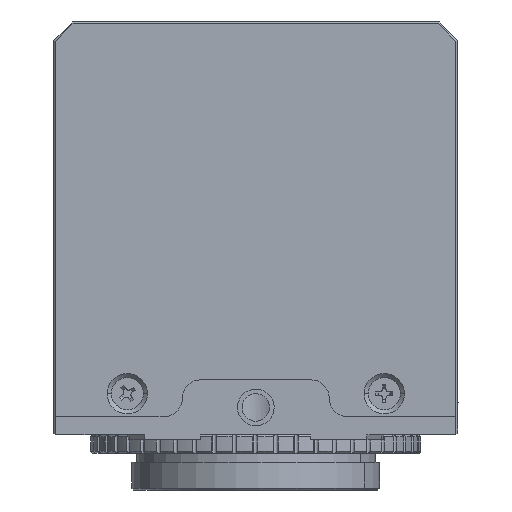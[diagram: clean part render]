
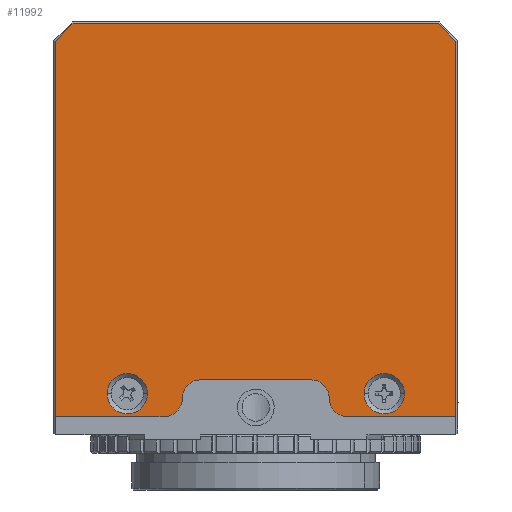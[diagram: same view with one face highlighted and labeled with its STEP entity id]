
A CAD part, front view. The second image highlights one B-rep face of the part: STEP entity #11992.
In plain terms, the highlighted planar face has unit normal (0, -1, 0).
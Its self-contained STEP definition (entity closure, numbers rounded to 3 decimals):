
#168 = VERTEX_POINT ( 'NONE', #7469 ) ;
#220 = DIRECTION ( 'NONE',  ( 0., 1., 0. ) ) ;
#421 = DIRECTION ( 'NONE',  ( 0., 1., 0. ) ) ;
#555 = CARTESIAN_POINT ( 'NONE',  ( -33.19, -30.383, 41. ) ) ;
#802 = CARTESIAN_POINT ( 'NONE',  ( -24.99, -30.383, 40.5 ) ) ;
#1179 = ORIENTED_EDGE ( 'NONE', *, *, #18299, .T. ) ;
#1325 = CARTESIAN_POINT ( 'NONE',  ( -30.99, -30.383, 41. ) ) ;
#1586 = CARTESIAN_POINT ( 'NONE',  ( -38.99, -30.383, 38.5 ) ) ;
#1693 = DIRECTION ( 'NONE',  ( 0., 1., 0. ) ) ;
#1998 = DIRECTION ( 'NONE',  ( 1., 0., 0. ) ) ;
#2011 = CARTESIAN_POINT ( 'NONE',  ( -38.79, -30.383, 38.5 ) ) ;
#2017 = CARTESIAN_POINT ( 'NONE',  ( 4.81, -30.383, 38.5 ) ) ;
#2386 = EDGE_CURVE ( 'NONE', #6610, #6247, #9299, .T. ) ;
#2670 = ORIENTED_EDGE ( 'NONE', *, *, #9729, .F. ) ;
#2955 = VECTOR ( 'NONE', #8859, 1000. ) ;
#3219 = VERTEX_POINT ( 'NONE', #11126 ) ;
#3220 = FACE_BOUND ( 'NONE', #21801, .T. ) ;
#3238 = ORIENTED_EDGE ( 'NONE', *, *, #4501, .T. ) ;
#3306 = AXIS2_PLACEMENT_3D ( 'NONE', #1325, #15812, #7010 ) ;
#3488 = VERTEX_POINT ( 'NONE', #17172 ) ;
#3598 = CARTESIAN_POINT ( 'NONE',  ( 2.869, -30.383, 81.359 ) ) ;
#3983 = CARTESIAN_POINT ( 'NONE',  ( -10.99, -30.383, 40.5 ) ) ;
#4130 = LINE ( 'NONE', #17508, #15924 ) ;
#4149 = VERTEX_POINT ( 'NONE', #20428 ) ;
#4330 = CARTESIAN_POINT ( 'NONE',  ( -6.99, -30.383, 40.5 ) ) ;
#4462 = CIRCLE ( 'NONE', #5581, 2. ) ;
#4501 = EDGE_CURVE ( 'NONE', #168, #6150, #20747, .T. ) ;
#4676 = CIRCLE ( 'NONE', #21733, 2. ) ;
#5006 = DIRECTION ( 'NONE',  ( -1., 0., 0. ) ) ;
#5050 = AXIS2_PLACEMENT_3D ( 'NONE', #14220, #1693, #12333 ) ;
#5099 = CARTESIAN_POINT ( 'NONE',  ( -16.99, -30.383, 60. ) ) ;
#5328 = EDGE_CURVE ( 'NONE', #3488, #15567, #17608, .T. ) ;
#5356 = DIRECTION ( 'NONE',  ( 0., 1., 0. ) ) ;
#5501 = EDGE_CURVE ( 'NONE', #17753, #168, #11424, .T. ) ;
#5549 = CARTESIAN_POINT ( 'NONE',  ( -16.99, -30.383, 81.3 ) ) ;
#5581 = AXIS2_PLACEMENT_3D ( 'NONE', #4330, #20448, #16759 ) ;
#5740 = DIRECTION ( 'NONE',  ( 1., 0., 0. ) ) ;
#5990 = VECTOR ( 'NONE', #7923, 1000. ) ;
#6150 = VERTEX_POINT ( 'NONE', #11428 ) ;
#6247 = VERTEX_POINT ( 'NONE', #18837 ) ;
#6362 = ORIENTED_EDGE ( 'NONE', *, *, #20768, .T. ) ;
#6610 = VERTEX_POINT ( 'NONE', #555 ) ;
#6670 = PLANE ( 'NONE',  #17377 ) ;
#7010 = DIRECTION ( 'NONE',  ( 1., 0., 0. ) ) ;
#7181 = FACE_OUTER_BOUND ( 'NONE', #9884, .T. ) ;
#7469 = CARTESIAN_POINT ( 'NONE',  ( 2.927, -30.383, 81.3 ) ) ;
#7520 = VERTEX_POINT ( 'NONE', #19081 ) ;
#7572 = DIRECTION ( 'NONE',  ( 1., 0., 0. ) ) ;
#7597 = ORIENTED_EDGE ( 'NONE', *, *, #10780, .T. ) ;
#7627 = ORIENTED_EDGE ( 'NONE', *, *, #5328, .F. ) ;
#7647 = DIRECTION ( 'NONE',  ( 0., -1., 0. ) ) ;
#7818 = VERTEX_POINT ( 'NONE', #9076 ) ;
#7853 = LINE ( 'NONE', #1586, #18563 ) ;
#7865 = ORIENTED_EDGE ( 'NONE', *, *, #5501, .T. ) ;
#7923 = DIRECTION ( 'NONE',  ( 0., 0., 1. ) ) ;
#8096 = VECTOR ( 'NONE', #21588, 1000. ) ;
#8418 = VERTEX_POINT ( 'NONE', #14548 ) ;
#8447 = VECTOR ( 'NONE', #14684, 1000. ) ;
#8620 = ORIENTED_EDGE ( 'NONE', *, *, #2386, .T. ) ;
#8859 = DIRECTION ( 'NONE',  ( -0.707, 0., 0.707 ) ) ;
#9076 = CARTESIAN_POINT ( 'NONE',  ( -8.99, -30.383, 40.5 ) ) ;
#9118 = DIRECTION ( 'NONE',  ( 1., 0., 0. ) ) ;
#9299 = CIRCLE ( 'NONE', #3306, 2.2 ) ;
#9430 = FACE_BOUND ( 'NONE', #13515, .T. ) ;
#9729 = EDGE_CURVE ( 'NONE', #3219, #12148, #7853, .T. ) ;
#9884 = EDGE_LOOP ( 'NONE', ( #10337, #22807, #2670, #6362, #17802, #7627, #13000, #11207, #14313, #11368, #7865, #3238 ) ) ;
#10337 = ORIENTED_EDGE ( 'NONE', *, *, #17478, .T. ) ;
#10496 = DIRECTION ( 'NONE',  ( 0., 1., 0. ) ) ;
#10679 = CARTESIAN_POINT ( 'NONE',  ( -2.99, -30.383, 41. ) ) ;
#10780 = EDGE_CURVE ( 'NONE', #11013, #7520, #15663, .T. ) ;
#10855 = AXIS2_PLACEMENT_3D ( 'NONE', #15668, #12145, #21324 ) ;
#11013 = VERTEX_POINT ( 'NONE', #13280 ) ;
#11126 = CARTESIAN_POINT ( 'NONE',  ( -26.99, -30.383, 38.5 ) ) ;
#11204 = EDGE_CURVE ( 'NONE', #17342, #8418, #4130, .T. ) ;
#11207 = ORIENTED_EDGE ( 'NONE', *, *, #16925, .T. ) ;
#11301 = AXIS2_PLACEMENT_3D ( 'NONE', #14726, #7647, #7572 ) ;
#11368 = ORIENTED_EDGE ( 'NONE', *, *, #14379, .T. ) ;
#11414 = EDGE_CURVE ( 'NONE', #3488, #7818, #22979, .T. ) ;
#11424 = LINE ( 'NONE', #3598, #2955 ) ;
#11428 = CARTESIAN_POINT ( 'NONE',  ( -36.907, -30.383, 81.3 ) ) ;
#11451 = DIRECTION ( 'NONE',  ( -0.707, 0., -0.707 ) ) ;
#11992 = ADVANCED_FACE ( 'NONE', ( #3220, #9430, #7181 ), #6670, .F. ) ;
#12088 = LINE ( 'NONE', #22325, #14036 ) ;
#12145 = DIRECTION ( 'NONE',  ( 0., 1., 0. ) ) ;
#12148 = VERTEX_POINT ( 'NONE', #2011 ) ;
#12333 = DIRECTION ( 'NONE',  ( 1., 0., 0. ) ) ;
#13000 = ORIENTED_EDGE ( 'NONE', *, *, #11414, .T. ) ;
#13037 = CARTESIAN_POINT ( 'NONE',  ( -38.79, -30.383, 60. ) ) ;
#13280 = CARTESIAN_POINT ( 'NONE',  ( -0.79, -30.383, 41. ) ) ;
#13515 = EDGE_LOOP ( 'NONE', ( #1179, #7597 ) ) ;
#13624 = EDGE_CURVE ( 'NONE', #6247, #6610, #18977, .T. ) ;
#13960 = DIRECTION ( 'NONE',  ( -1., 0., 0. ) ) ;
#14036 = VECTOR ( 'NONE', #11451, 1000. ) ;
#14220 = CARTESIAN_POINT ( 'NONE',  ( -30.99, -30.383, 41. ) ) ;
#14313 = ORIENTED_EDGE ( 'NONE', *, *, #11204, .F. ) ;
#14379 = EDGE_CURVE ( 'NONE', #17342, #17753, #15270, .T. ) ;
#14548 = CARTESIAN_POINT ( 'NONE',  ( -6.99, -30.383, 38.5 ) ) ;
#14684 = DIRECTION ( 'NONE',  ( 0., 0., -1. ) ) ;
#14726 = CARTESIAN_POINT ( 'NONE',  ( -26.99, -30.383, 40.5 ) ) ;
#15270 = LINE ( 'NONE', #18702, #5990 ) ;
#15409 = CIRCLE ( 'NONE', #10855, 2.2 ) ;
#15561 = DIRECTION ( 'NONE',  ( 1., 0., 0. ) ) ;
#15567 = VERTEX_POINT ( 'NONE', #20664 ) ;
#15663 = CIRCLE ( 'NONE', #18882, 2.2 ) ;
#15668 = CARTESIAN_POINT ( 'NONE',  ( -2.99, -30.383, 41. ) ) ;
#15812 = DIRECTION ( 'NONE',  ( 0., 1., 0. ) ) ;
#15924 = VECTOR ( 'NONE', #5006, 1000. ) ;
#15953 = EDGE_CURVE ( 'NONE', #4149, #12148, #20818, .T. ) ;
#16302 = AXIS2_PLACEMENT_3D ( 'NONE', #3983, #421, #1998 ) ;
#16422 = CARTESIAN_POINT ( 'NONE',  ( -22.99, -30.383, 40.5 ) ) ;
#16543 = DIRECTION ( 'NONE',  ( -1., 0., 0. ) ) ;
#16759 = DIRECTION ( 'NONE',  ( 1., 0., 0. ) ) ;
#16781 = VECTOR ( 'NONE', #16543, 1000. ) ;
#16925 = EDGE_CURVE ( 'NONE', #7818, #8418, #4462, .T. ) ;
#17172 = CARTESIAN_POINT ( 'NONE',  ( -10.99, -30.383, 42.5 ) ) ;
#17342 = VERTEX_POINT ( 'NONE', #2017 ) ;
#17377 = AXIS2_PLACEMENT_3D ( 'NONE', #5099, #10496, #15561 ) ;
#17478 = EDGE_CURVE ( 'NONE', #6150, #4149, #12088, .T. ) ;
#17508 = CARTESIAN_POINT ( 'NONE',  ( -38.99, -30.383, 38.5 ) ) ;
#17591 = ORIENTED_EDGE ( 'NONE', *, *, #13624, .T. ) ;
#17608 = LINE ( 'NONE', #20002, #16781 ) ;
#17656 = CARTESIAN_POINT ( 'NONE',  ( 4.81, -30.383, 79.417 ) ) ;
#17753 = VERTEX_POINT ( 'NONE', #17656 ) ;
#17802 = ORIENTED_EDGE ( 'NONE', *, *, #19581, .T. ) ;
#18299 = EDGE_CURVE ( 'NONE', #7520, #11013, #15409, .T. ) ;
#18563 = VECTOR ( 'NONE', #13960, 1000. ) ;
#18702 = CARTESIAN_POINT ( 'NONE',  ( 4.81, -30.383, 60. ) ) ;
#18837 = CARTESIAN_POINT ( 'NONE',  ( -28.79, -30.383, 41. ) ) ;
#18882 = AXIS2_PLACEMENT_3D ( 'NONE', #10679, #5356, #9118 ) ;
#18977 = CIRCLE ( 'NONE', #5050, 2.2 ) ;
#19081 = CARTESIAN_POINT ( 'NONE',  ( -5.19, -30.383, 41. ) ) ;
#19581 = EDGE_CURVE ( 'NONE', #22479, #15567, #4676, .T. ) ;
#20002 = CARTESIAN_POINT ( 'NONE',  ( -8.99, -30.383, 42.5 ) ) ;
#20412 = CIRCLE ( 'NONE', #11301, 2. ) ;
#20428 = CARTESIAN_POINT ( 'NONE',  ( -38.79, -30.383, 79.417 ) ) ;
#20448 = DIRECTION ( 'NONE',  ( 0., -1., 0. ) ) ;
#20664 = CARTESIAN_POINT ( 'NONE',  ( -22.99, -30.383, 42.5 ) ) ;
#20747 = LINE ( 'NONE', #5549, #8096 ) ;
#20768 = EDGE_CURVE ( 'NONE', #3219, #22479, #20412, .T. ) ;
#20818 = LINE ( 'NONE', #13037, #8447 ) ;
#21324 = DIRECTION ( 'NONE',  ( 1., 0., 0. ) ) ;
#21588 = DIRECTION ( 'NONE',  ( -1., 0., 0. ) ) ;
#21733 = AXIS2_PLACEMENT_3D ( 'NONE', #16422, #220, #5740 ) ;
#21801 = EDGE_LOOP ( 'NONE', ( #8620, #17591 ) ) ;
#22325 = CARTESIAN_POINT ( 'NONE',  ( -38.848, -30.383, 79.359 ) ) ;
#22479 = VERTEX_POINT ( 'NONE', #802 ) ;
#22807 = ORIENTED_EDGE ( 'NONE', *, *, #15953, .T. ) ;
#22979 = CIRCLE ( 'NONE', #16302, 2. ) ;
